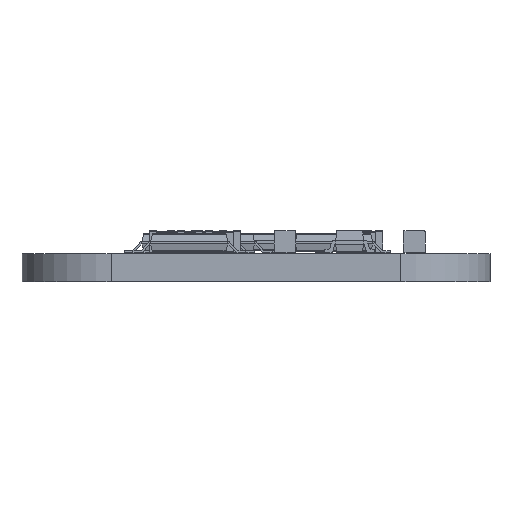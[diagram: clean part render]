
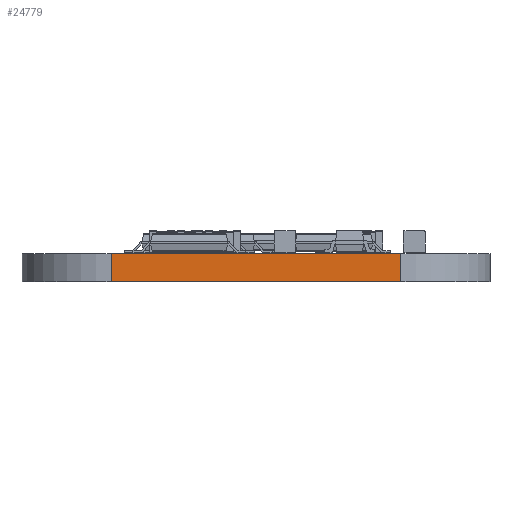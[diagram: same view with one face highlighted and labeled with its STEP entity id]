
A CAD part, front view. The second image highlights one B-rep face of the part: STEP entity #24779.
In plain terms, the highlighted planar face has unit normal (0, -1, 0).
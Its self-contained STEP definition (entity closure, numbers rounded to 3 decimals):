
#23859 = VERTEX_POINT('',#23860);
#23860 = CARTESIAN_POINT('',(3.175,-43.815,0.));
#23867 = EDGE_CURVE('',#23868,#23859,#23870,.T.);
#23868 = VERTEX_POINT('',#23869);
#23869 = CARTESIAN_POINT('',(19.685,-43.815,0.));
#23870 = LINE('',#23871,#23872);
#23871 = CARTESIAN_POINT('',(19.685,-43.815,0.));
#23872 = VECTOR('',#23873,1.);
#23873 = DIRECTION('',(-1.,0.,0.));
#24280 = VERTEX_POINT('',#24281);
#24281 = CARTESIAN_POINT('',(3.175,-43.815,1.6));
#24288 = EDGE_CURVE('',#24289,#24280,#24291,.T.);
#24289 = VERTEX_POINT('',#24290);
#24290 = CARTESIAN_POINT('',(19.685,-43.815,1.6));
#24291 = LINE('',#24292,#24293);
#24292 = CARTESIAN_POINT('',(19.685,-43.815,1.6));
#24293 = VECTOR('',#24294,1.);
#24294 = DIRECTION('',(-1.,0.,0.));
#24749 = EDGE_CURVE('',#23859,#24280,#24750,.T.);
#24750 = LINE('',#24751,#24752);
#24751 = CARTESIAN_POINT('',(3.175,-43.815,0.));
#24752 = VECTOR('',#24753,1.);
#24753 = DIRECTION('',(0.,0.,1.));
#24768 = EDGE_CURVE('',#23868,#24289,#24769,.T.);
#24769 = LINE('',#24770,#24771);
#24770 = CARTESIAN_POINT('',(19.685,-43.815,0.));
#24771 = VECTOR('',#24772,1.);
#24772 = DIRECTION('',(0.,0.,1.));
#24779 = ADVANCED_FACE('',(#24780),#24786,.T.);
#24780 = FACE_BOUND('',#24781,.T.);
#24781 = EDGE_LOOP('',(#24782,#24783,#24784,#24785));
#24782 = ORIENTED_EDGE('',*,*,#24768,.T.);
#24783 = ORIENTED_EDGE('',*,*,#24288,.T.);
#24784 = ORIENTED_EDGE('',*,*,#24749,.F.);
#24785 = ORIENTED_EDGE('',*,*,#23867,.F.);
#24786 = PLANE('',#24787);
#24787 = AXIS2_PLACEMENT_3D('',#24788,#24789,#24790);
#24788 = CARTESIAN_POINT('',(19.685,-43.815,0.));
#24789 = DIRECTION('',(0.,-1.,0.));
#24790 = DIRECTION('',(-1.,0.,0.));
